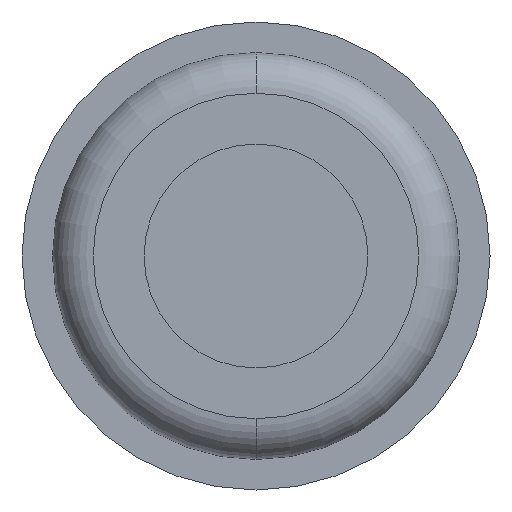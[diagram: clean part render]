
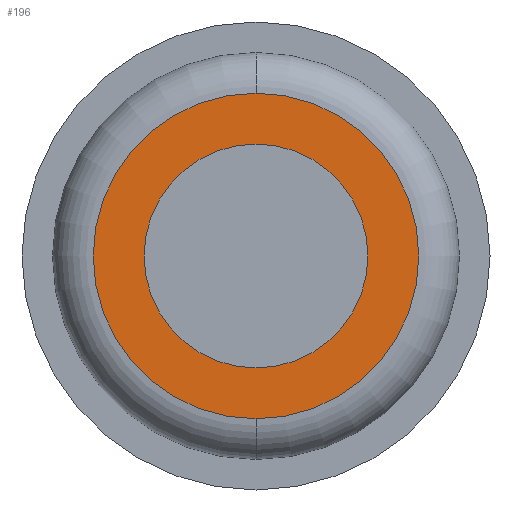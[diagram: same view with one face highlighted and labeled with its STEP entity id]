
A CAD part, front view. The second image highlights one B-rep face of the part: STEP entity #196.
In plain terms, the highlighted planar face has unit normal (0, -1, 0).
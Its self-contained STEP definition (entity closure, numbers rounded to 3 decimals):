
#26 = CARTESIAN_POINT ( 'NONE',  ( 0., 0., 0. ) ) ;
#39 = DIRECTION ( 'NONE',  ( 0., 0., 1. ) ) ;
#44 = CARTESIAN_POINT ( 'NONE',  ( 0., 0., 0. ) ) ;
#75 = DIRECTION ( 'NONE',  ( 0., -1., 0. ) ) ;
#88 = DIRECTION ( 'NONE',  ( 0., 0., 1. ) ) ;
#95 = DIRECTION ( 'NONE',  ( 0., -1., 0. ) ) ;
#188 = EDGE_CURVE ( 'NONE', #282, #300, #686, .T. ) ;
#189 = EDGE_CURVE ( 'NONE', #300, #282, #658, .T. ) ;
#196 = ADVANCED_FACE ( 'NONE', ( #458, #459 ), #579, .F. ) ;
#202 = EDGE_CURVE ( 'NONE', #305, #291, #650, .T. ) ;
#221 = EDGE_CURVE ( 'NONE', #291, #305, #700, .T. ) ;
#281 = CARTESIAN_POINT ( 'NONE',  ( 0., 0., -5.5 ) ) ;
#282 = VERTEX_POINT ( 'NONE', #492 ) ;
#291 = VERTEX_POINT ( 'NONE', #483 ) ;
#300 = VERTEX_POINT ( 'NONE', #472 ) ;
#305 = VERTEX_POINT ( 'NONE', #281 ) ;
#333 = ORIENTED_EDGE ( 'NONE', *, *, #202, .T. ) ;
#337 = ORIENTED_EDGE ( 'NONE', *, *, #189, .T. ) ;
#340 = ORIENTED_EDGE ( 'NONE', *, *, #221, .T. ) ;
#341 = ORIENTED_EDGE ( 'NONE', *, *, #188, .T. ) ;
#413 = EDGE_LOOP ( 'NONE', ( #341, #337 ) ) ;
#416 = EDGE_LOOP ( 'NONE', ( #340, #333 ) ) ;
#458 = FACE_OUTER_BOUND ( 'NONE', #413, .T. ) ;
#459 = FACE_BOUND ( 'NONE', #416, .T. ) ;
#472 = CARTESIAN_POINT ( 'NONE',  ( 0., 0., -8. ) ) ;
#483 = CARTESIAN_POINT ( 'NONE',  ( 0., 0., 5.5 ) ) ;
#492 = CARTESIAN_POINT ( 'NONE',  ( 0., 0., 8. ) ) ;
#501 = DIRECTION ( 'NONE',  ( 0., 0., 1. ) ) ;
#502 = DIRECTION ( 'NONE',  ( 0., 1., 0. ) ) ;
#505 = CARTESIAN_POINT ( 'NONE',  ( 0., 0., 0. ) ) ;
#521 = DIRECTION ( 'NONE',  ( 0., 0., 1. ) ) ;
#522 = DIRECTION ( 'NONE',  ( 0., 1., 0. ) ) ;
#523 = CARTESIAN_POINT ( 'NONE',  ( 0., 0., 0. ) ) ;
#570 = DIRECTION ( 'NONE',  ( 0., 0., 1. ) ) ;
#571 = DIRECTION ( 'NONE',  ( 0., 1., 0. ) ) ;
#575 = CARTESIAN_POINT ( 'NONE',  ( 10., 0., 0. ) ) ;
#579 = PLANE ( 'NONE',  #694 ) ;
#610 = AXIS2_PLACEMENT_3D ( 'NONE', #523, #522, #521 ) ;
#638 = AXIS2_PLACEMENT_3D ( 'NONE', #44, #95, #39 ) ;
#650 = CIRCLE ( 'NONE', #662, 5.5 ) ;
#656 = AXIS2_PLACEMENT_3D ( 'NONE', #26, #75, #88 ) ;
#658 = CIRCLE ( 'NONE', #656, 8. ) ;
#662 = AXIS2_PLACEMENT_3D ( 'NONE', #505, #502, #501 ) ;
#686 = CIRCLE ( 'NONE', #638, 8. ) ;
#694 = AXIS2_PLACEMENT_3D ( 'NONE', #575, #571, #570 ) ;
#700 = CIRCLE ( 'NONE', #610, 5.5 ) ;
